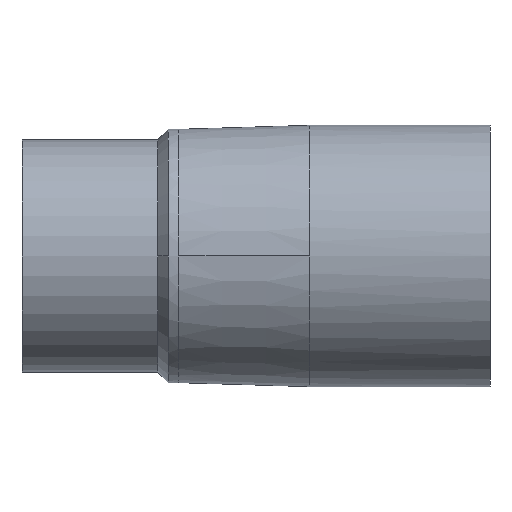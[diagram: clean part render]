
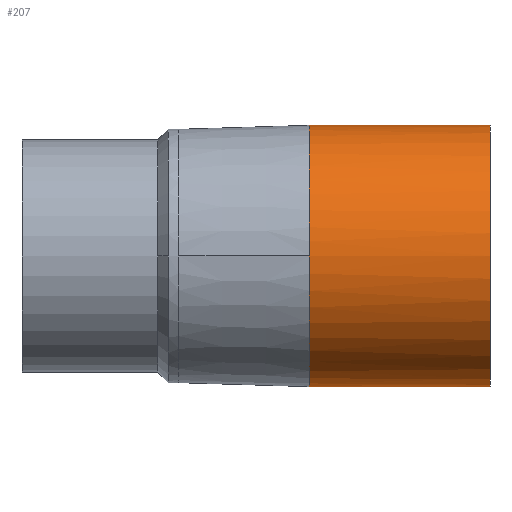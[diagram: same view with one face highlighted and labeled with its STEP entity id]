
A CAD part, front view. The second image highlights one B-rep face of the part: STEP entity #207.
In plain terms, the highlighted cylindrical face has radius 112.5 mm (diameter 225 mm), a partial arc.
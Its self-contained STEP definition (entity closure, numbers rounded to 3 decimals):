
#123 = VERTEX_POINT( '', #337 );
#125 = EDGE_CURVE( '', #147, #283, #339, .T. );
#147 = VERTEX_POINT( '', #363 );
#155 = EDGE_CURVE( '', #123, #295, #373, .T. );
#207 = ADVANCED_FACE( '', ( #430 ), #431, .T. );
#227 = VERTEX_POINT( '', #458 );
#243 = EDGE_CURVE( '', #227, #123, #475, .T. );
#245 = EDGE_CURVE( '', #295, #147, #477, .T. );
#283 = VERTEX_POINT( '', #516 );
#293 = EDGE_CURVE( '', #283, #227, #526, .T. );
#295 = VERTEX_POINT( '', #528 );
#337 = CARTESIAN_POINT( '', ( 403., 0., -112.5 ) );
#339 = B_SPLINE_CURVE_WITH_KNOTS( '', 3, ( #564, #565, #566, #567, #568, #569, #570, #571, #572, #573, #574 ), .UNSPECIFIED., .F., .F., ( 4, 1, 1, 1, 1, 1, 1, 1, 4 ), ( 1.571, 1.767, 1.963, 2.16, 2.356, 2.553, 2.749, 2.945, 3.142 ), .UNSPECIFIED. );
#363 = CARTESIAN_POINT( '', ( 247.5, 0., 112.5 ) );
#373 = CIRCLE( '', #1188, 112.5 );
#430 = FACE_OUTER_BOUND( '', #1329, .T. );
#431 = CYLINDRICAL_SURFACE( '', #1330, 112.5 );
#458 = CARTESIAN_POINT( '', ( 247.5, 0., -112.5 ) );
#475 = LINE( '', #1923, #1924 );
#477 = LINE( '', #1927, #1928 );
#516 = CARTESIAN_POINT( '', ( 247.5, -112.5, 0. ) );
#526 = B_SPLINE_CURVE_WITH_KNOTS( '', 3, ( #2046, #2047, #2048, #2049, #2050, #2051, #2052, #2053, #2054, #2055, #2056 ), .UNSPECIFIED., .F., .F., ( 4, 1, 1, 1, 1, 1, 1, 1, 4 ), ( 3.142, 3.338, 3.534, 3.731, 3.927, 4.123, 4.32, 4.516, 4.712 ), .UNSPECIFIED. );
#528 = CARTESIAN_POINT( '', ( 403., 0., 112.5 ) );
#564 = CARTESIAN_POINT( '', ( 247.5, 0., 112.5 ) );
#565 = CARTESIAN_POINT( '', ( 247.5, -7.363, 112.5 ) );
#566 = CARTESIAN_POINT( '', ( 247.5, -22.089, 111.05 ) );
#567 = CARTESIAN_POINT( '', ( 247.5, -43.329, 104.606 ) );
#568 = CARTESIAN_POINT( '', ( 247.5, -62.905, 94.143 ) );
#569 = CARTESIAN_POINT( '', ( 247.5, -80.062, 80.062 ) );
#570 = CARTESIAN_POINT( '', ( 247.5, -94.143, 62.905 ) );
#571 = CARTESIAN_POINT( '', ( 247.5, -104.606, 43.329 ) );
#572 = CARTESIAN_POINT( '', ( 247.5, -111.05, 22.089 ) );
#573 = CARTESIAN_POINT( '', ( 247.5, -112.5, 7.363 ) );
#574 = CARTESIAN_POINT( '', ( 247.5, -112.5, 0. ) );
#1188 = AXIS2_PLACEMENT_3D( '', #2160, #2161, #2162 );
#1329 = EDGE_LOOP( '', ( #2223, #2224, #2225, #2226, #2227 ) );
#1330 = AXIS2_PLACEMENT_3D( '', #2228, #2229, #2230 );
#1923 = CARTESIAN_POINT( '', ( 247.5, 0., -112.5 ) );
#1924 = VECTOR( '', #2283, 1. );
#1927 = CARTESIAN_POINT( '', ( 247.5, 0., 112.5 ) );
#1928 = VECTOR( '', #2284, 1. );
#2046 = CARTESIAN_POINT( '', ( 247.5, -112.5, 0. ) );
#2047 = CARTESIAN_POINT( '', ( 247.5, -112.5, -7.363 ) );
#2048 = CARTESIAN_POINT( '', ( 247.5, -111.05, -22.089 ) );
#2049 = CARTESIAN_POINT( '', ( 247.5, -104.606, -43.329 ) );
#2050 = CARTESIAN_POINT( '', ( 247.5, -94.143, -62.905 ) );
#2051 = CARTESIAN_POINT( '', ( 247.5, -80.062, -80.062 ) );
#2052 = CARTESIAN_POINT( '', ( 247.5, -62.905, -94.143 ) );
#2053 = CARTESIAN_POINT( '', ( 247.5, -43.329, -104.606 ) );
#2054 = CARTESIAN_POINT( '', ( 247.5, -22.089, -111.05 ) );
#2055 = CARTESIAN_POINT( '', ( 247.5, -7.363, -112.5 ) );
#2056 = CARTESIAN_POINT( '', ( 247.5, 0., -112.5 ) );
#2160 = CARTESIAN_POINT( '', ( 403., 0., 0. ) );
#2161 = DIRECTION( '', ( -1., 0., 0. ) );
#2162 = DIRECTION( '', ( 0., 0., -1. ) );
#2223 = ORIENTED_EDGE( '', *, *, #243, .T. );
#2224 = ORIENTED_EDGE( '', *, *, #155, .T. );
#2225 = ORIENTED_EDGE( '', *, *, #245, .T. );
#2226 = ORIENTED_EDGE( '', *, *, #125, .T. );
#2227 = ORIENTED_EDGE( '', *, *, #293, .T. );
#2228 = CARTESIAN_POINT( '', ( 247.5, 0., 0. ) );
#2229 = DIRECTION( '', ( -1., 0., 0. ) );
#2230 = DIRECTION( '', ( 0., 0., -1. ) );
#2283 = DIRECTION( '', ( 1., 0., 0. ) );
#2284 = DIRECTION( '', ( -1., 0., 0. ) );
